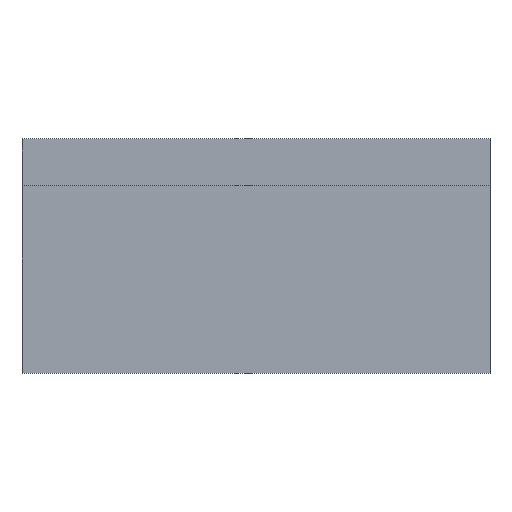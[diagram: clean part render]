
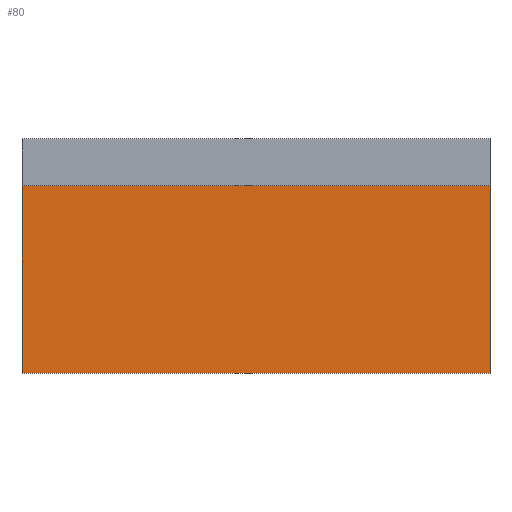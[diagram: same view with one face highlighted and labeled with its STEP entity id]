
A CAD part, top view. The second image highlights one B-rep face of the part: STEP entity #80.
In plain terms, the highlighted planar face has unit normal (0, 0, 1).
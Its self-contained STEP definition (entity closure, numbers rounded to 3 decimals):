
#80 = ADVANCED_FACE( '', ( #94 ), #95, .T. );
#94 = FACE_OUTER_BOUND( '', #110, .T. );
#95 = PLANE( '', #111 );
#110 = EDGE_LOOP( '', ( #153, #154, #155, #156 ) );
#111 = AXIS2_PLACEMENT_3D( '', #157, #158, #159 );
#153 = ORIENTED_EDGE( '', *, *, #185, .F. );
#154 = ORIENTED_EDGE( '', *, *, #190, .F. );
#155 = ORIENTED_EDGE( '', *, *, #191, .T. );
#156 = ORIENTED_EDGE( '', *, *, #192, .T. );
#157 = CARTESIAN_POINT( '', ( 100., -50., -30. ) );
#158 = DIRECTION( '', ( 0., 0., 1. ) );
#159 = DIRECTION( '', ( 1., 0., 0. ) );
#185 = EDGE_CURVE( '', #209, #211, #212, .T. );
#190 = EDGE_CURVE( '', #217, #209, #219, .T. );
#191 = EDGE_CURVE( '', #217, #220, #221, .T. );
#192 = EDGE_CURVE( '', #220, #211, #222, .T. );
#209 = VERTEX_POINT( '', #247 );
#211 = VERTEX_POINT( '', #250 );
#212 = LINE( '', #251, #252 );
#217 = VERTEX_POINT( '', #260 );
#219 = LINE( '', #263, #264 );
#220 = VERTEX_POINT( '', #265 );
#221 = LINE( '', #266, #267 );
#222 = LINE( '', #268, #269 );
#247 = CARTESIAN_POINT( '', ( -100., -50., -30. ) );
#250 = CARTESIAN_POINT( '', ( -100., 30., -30. ) );
#251 = CARTESIAN_POINT( '', ( -100., -50., -30. ) );
#252 = VECTOR( '', #281, 1000. );
#260 = CARTESIAN_POINT( '', ( 100., -50., -30. ) );
#263 = CARTESIAN_POINT( '', ( 100., -50., -30. ) );
#264 = VECTOR( '', #286, 1000. );
#265 = CARTESIAN_POINT( '', ( 100., 30., -30. ) );
#266 = CARTESIAN_POINT( '', ( 100., -50., -30. ) );
#267 = VECTOR( '', #287, 1000. );
#268 = CARTESIAN_POINT( '', ( 100., 30., -30. ) );
#269 = VECTOR( '', #288, 1000. );
#281 = DIRECTION( '', ( 0., 1., 0. ) );
#286 = DIRECTION( '', ( -1., 0., 0. ) );
#287 = DIRECTION( '', ( 0., 1., 0. ) );
#288 = DIRECTION( '', ( -1., 0., 0. ) );
